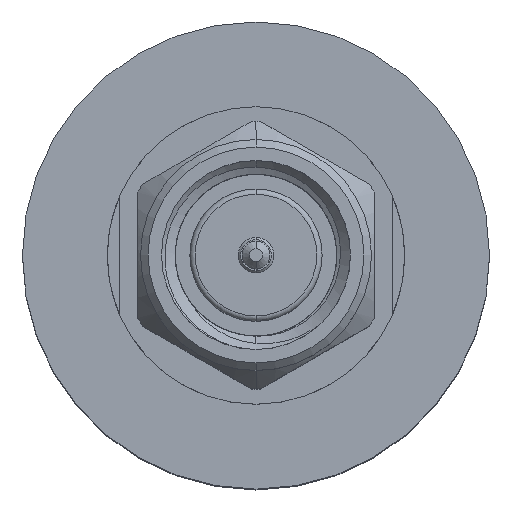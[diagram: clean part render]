
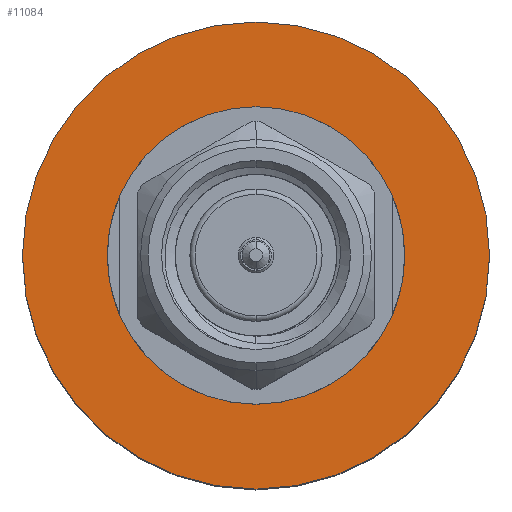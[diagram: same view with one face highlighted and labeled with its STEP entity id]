
A CAD part, top view. The second image highlights one B-rep face of the part: STEP entity #11084.
In plain terms, the highlighted planar face has unit normal (0, 0, 1).
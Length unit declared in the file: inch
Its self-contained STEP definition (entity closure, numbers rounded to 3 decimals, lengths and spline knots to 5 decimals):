
#737 = CARTESIAN_POINT ( 'NONE',  ( 0., 0., 0.02953 ) ) ;
#1539 = CIRCLE ( 'NONE', #8679, 0.19685 ) ;
#1585 = AXIS2_PLACEMENT_3D ( 'NONE', #2766, #3509, #10296 ) ;
#2000 = EDGE_LOOP ( 'NONE', ( #9619, #2737 ) ) ;
#2537 = FACE_BOUND ( 'NONE', #7224, .T. ) ;
#2605 = DIRECTION ( 'NONE',  ( 0., 0., 1. ) ) ;
#2737 = ORIENTED_EDGE ( 'NONE', *, *, #5219, .T. ) ;
#2766 = CARTESIAN_POINT ( 'NONE',  ( 0., 0., 0.02953 ) ) ;
#2768 = DIRECTION ( 'NONE',  ( 1., 0., 0. ) ) ;
#2874 = DIRECTION ( 'NONE',  ( 1., 0., 0. ) ) ;
#3339 = CIRCLE ( 'NONE', #1585, 0.19685 ) ;
#3509 = DIRECTION ( 'NONE',  ( 0., 0., 1. ) ) ;
#3677 = CARTESIAN_POINT ( 'NONE',  ( 0., 0., 0.02953 ) ) ;
#4624 = EDGE_CURVE ( 'NONE', #8973, #10344, #1539, .T. ) ;
#5219 = EDGE_CURVE ( 'NONE', #7836, #9661, #5518, .T. ) ;
#5332 = FACE_OUTER_BOUND ( 'NONE', #2000, .T. ) ;
#5518 = CIRCLE ( 'NONE', #7691, 0.30906 ) ;
#6084 = CARTESIAN_POINT ( 'NONE',  ( 0.19685, 0., 0.02953 ) ) ;
#6730 = AXIS2_PLACEMENT_3D ( 'NONE', #7185, #9126, #2768 ) ;
#7185 = CARTESIAN_POINT ( 'NONE',  ( 0., 0., 0.02953 ) ) ;
#7224 = EDGE_LOOP ( 'NONE', ( #10860, #12000 ) ) ;
#7583 = DIRECTION ( 'NONE',  ( 0., 0., 1. ) ) ;
#7691 = AXIS2_PLACEMENT_3D ( 'NONE', #3677, #7583, #2874 ) ;
#7836 = VERTEX_POINT ( 'NONE', #8161 ) ;
#8161 = CARTESIAN_POINT ( 'NONE',  ( 0.30906, 0., 0.02953 ) ) ;
#8226 = CARTESIAN_POINT ( 'NONE',  ( -0.30906, 0., 0.02953 ) ) ;
#8679 = AXIS2_PLACEMENT_3D ( 'NONE', #9433, #12052, #10249 ) ;
#8973 = VERTEX_POINT ( 'NONE', #6084 ) ;
#9114 = AXIS2_PLACEMENT_3D ( 'NONE', #737, #2605, #10190 ) ;
#9126 = DIRECTION ( 'NONE',  ( 0., 0., 1. ) ) ;
#9250 = EDGE_CURVE ( 'NONE', #9661, #7836, #12101, .T. ) ;
#9433 = CARTESIAN_POINT ( 'NONE',  ( 0., 0., 0.02953 ) ) ;
#9619 = ORIENTED_EDGE ( 'NONE', *, *, #9250, .T. ) ;
#9632 = EDGE_CURVE ( 'NONE', #10344, #8973, #3339, .T. ) ;
#9661 = VERTEX_POINT ( 'NONE', #8226 ) ;
#10190 = DIRECTION ( 'NONE',  ( 1., 0., 0. ) ) ;
#10249 = DIRECTION ( 'NONE',  ( 1., 0., 0. ) ) ;
#10296 = DIRECTION ( 'NONE',  ( 1., 0., 0. ) ) ;
#10344 = VERTEX_POINT ( 'NONE', #11214 ) ;
#10860 = ORIENTED_EDGE ( 'NONE', *, *, #9632, .F. ) ;
#10996 = PLANE ( 'NONE',  #6730 ) ;
#11084 = ADVANCED_FACE ( 'NONE', ( #5332, #2537 ), #10996, .T. ) ;
#11214 = CARTESIAN_POINT ( 'NONE',  ( -0.19685, 0., 0.02953 ) ) ;
#12000 = ORIENTED_EDGE ( 'NONE', *, *, #4624, .F. ) ;
#12052 = DIRECTION ( 'NONE',  ( 0., 0., 1. ) ) ;
#12101 = CIRCLE ( 'NONE', #9114, 0.30906 ) ;
